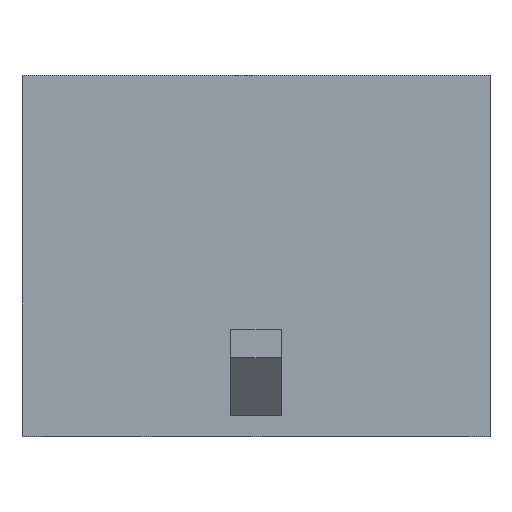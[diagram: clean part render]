
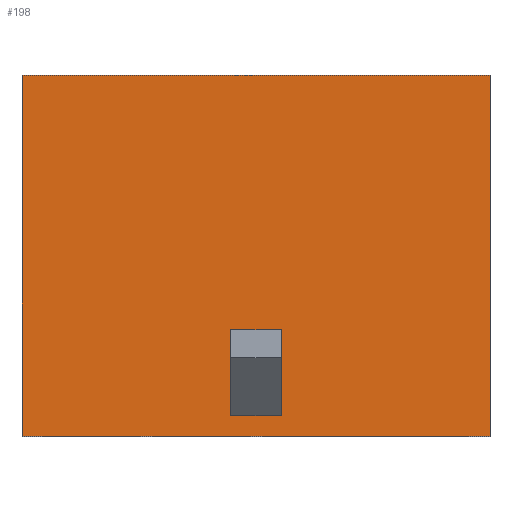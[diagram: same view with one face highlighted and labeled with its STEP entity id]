
A CAD part, top view. The second image highlights one B-rep face of the part: STEP entity #198.
In plain terms, the highlighted planar face has unit normal (0, 0, 1).
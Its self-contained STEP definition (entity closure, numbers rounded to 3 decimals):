
#198=ADVANCED_FACE('',(#458,#459),#332,.T.);
#332=PLANE('',#2413);
#458=FACE_BOUND('',#485,.T.);
#459=FACE_BOUND('',#486,.T.);
#485=EDGE_LOOP('',(#678,#679,#680,#681));
#486=EDGE_LOOP('',(#682,#683,#684,#685));
#678=ORIENTED_EDGE('',*,*,#1521,.T.);
#679=ORIENTED_EDGE('',*,*,#1477,.T.);
#680=ORIENTED_EDGE('',*,*,#1522,.T.);
#681=ORIENTED_EDGE('',*,*,#1523,.T.);
#682=ORIENTED_EDGE('',*,*,#1524,.T.);
#683=ORIENTED_EDGE('',*,*,#1525,.T.);
#684=ORIENTED_EDGE('',*,*,#1526,.F.);
#685=ORIENTED_EDGE('',*,*,#1527,.F.);
#1275=VERTEX_POINT('',#3166);
#1276=VERTEX_POINT('',#3168);
#1316=VERTEX_POINT('',#3334);
#1317=VERTEX_POINT('',#3336);
#1318=VERTEX_POINT('',#3339);
#1319=VERTEX_POINT('',#3340);
#1320=VERTEX_POINT('',#3342);
#1321=VERTEX_POINT('',#3344);
#1477=EDGE_CURVE('',#1276,#1275,#1799,.T.);
#1521=EDGE_CURVE('',#1316,#1276,#1833,.T.);
#1522=EDGE_CURVE('',#1275,#1317,#1834,.T.);
#1523=EDGE_CURVE('',#1317,#1316,#1835,.T.);
#1524=EDGE_CURVE('',#1318,#1319,#1836,.T.);
#1525=EDGE_CURVE('',#1319,#1320,#1837,.T.);
#1526=EDGE_CURVE('',#1321,#1320,#1838,.T.);
#1527=EDGE_CURVE('',#1318,#1321,#1839,.T.);
#1799=LINE('',#3167,#2103);
#1833=LINE('',#3333,#2137);
#1834=LINE('',#3335,#2138);
#1835=LINE('',#3337,#2139);
#1836=LINE('',#3338,#2140);
#1837=LINE('',#3341,#2141);
#1838=LINE('',#3343,#2142);
#1839=LINE('',#3345,#2143);
#2103=VECTOR('',#2558,1.);
#2137=VECTOR('',#2616,1.);
#2138=VECTOR('',#2617,1.);
#2139=VECTOR('',#2618,1.);
#2140=VECTOR('',#2619,1.);
#2141=VECTOR('',#2620,1.);
#2142=VECTOR('',#2621,1.);
#2143=VECTOR('',#2622,1.);
#2413=AXIS2_PLACEMENT_3D('',#3346,#2623,#2624);
#2558=DIRECTION('',(1.,0.,0.));
#2616=DIRECTION('',(0.,-1.,0.));
#2617=DIRECTION('',(0.,1.,0.));
#2618=DIRECTION('',(-1.,0.,0.));
#2619=DIRECTION('',(-1.,0.,0.));
#2620=DIRECTION('',(0.,1.,0.));
#2621=DIRECTION('',(-1.,0.,0.));
#2622=DIRECTION('',(0.,1.,0.));
#2623=DIRECTION('',(0.,0.,1.));
#2624=DIRECTION('',(1.,0.,0.));
#3166=CARTESIAN_POINT('',(6.425,-4.955,3.86));
#3167=CARTESIAN_POINT('',(-6.425,-4.955,3.86));
#3168=CARTESIAN_POINT('',(-6.425,-4.955,3.86));
#3333=CARTESIAN_POINT('',(-6.425,4.955,3.86));
#3334=CARTESIAN_POINT('',(-6.425,4.955,3.86));
#3335=CARTESIAN_POINT('',(6.425,-4.955,3.86));
#3336=CARTESIAN_POINT('',(6.425,4.955,3.86));
#3337=CARTESIAN_POINT('',(6.425,4.955,3.86));
#3338=CARTESIAN_POINT('',(0.7,-4.395,3.86));
#3339=CARTESIAN_POINT('',(0.7,-4.395,3.86));
#3340=CARTESIAN_POINT('',(-0.7,-4.395,3.86));
#3341=CARTESIAN_POINT('',(-0.7,-4.395,3.86));
#3342=CARTESIAN_POINT('',(-0.7,-2.035,3.86));
#3343=CARTESIAN_POINT('',(0.7,-2.035,3.86));
#3344=CARTESIAN_POINT('',(0.7,-2.035,3.86));
#3345=CARTESIAN_POINT('',(0.7,-4.395,3.86));
#3346=CARTESIAN_POINT('',(0.,0.,3.86));
